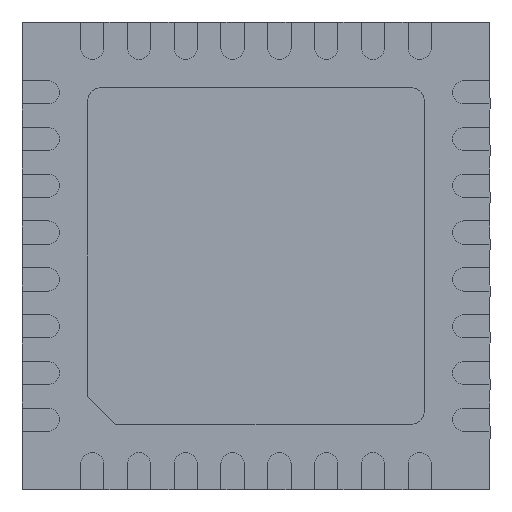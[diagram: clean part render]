
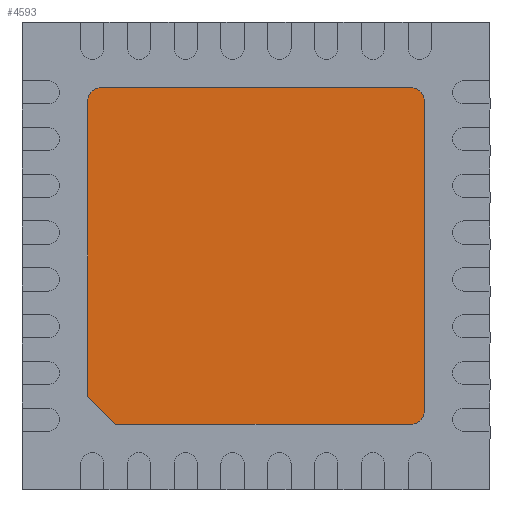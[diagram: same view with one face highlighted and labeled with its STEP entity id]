
A CAD part, front view. The second image highlights one B-rep face of the part: STEP entity #4593.
In plain terms, the highlighted planar face has unit normal (0, -1, 0).
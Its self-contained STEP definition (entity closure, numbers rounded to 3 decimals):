
#180 = DIRECTION ( 'NONE',  ( 0., 0., -1. ) ) ;
#322 = VECTOR ( 'NONE', #4092, 1000. ) ;
#352 = VERTEX_POINT ( 'NONE', #11126 ) ;
#694 = CARTESIAN_POINT ( 'NONE',  ( 0., 0., 0. ) ) ;
#868 = ORIENTED_EDGE ( 'NONE', *, *, #5659, .T. ) ;
#882 = EDGE_CURVE ( 'NONE', #3305, #9977, #4757, .T. ) ;
#907 = VERTEX_POINT ( 'NONE', #4885 ) ;
#966 = ORIENTED_EDGE ( 'NONE', *, *, #2367, .T. ) ;
#1415 = VECTOR ( 'NONE', #9177, 1000. ) ;
#1417 = EDGE_CURVE ( 'NONE', #7268, #8454, #7017, .T. ) ;
#2322 = LINE ( 'NONE', #6838, #322 ) ;
#2358 = CARTESIAN_POINT ( 'NONE',  ( -1.8, 0., -1.8 ) ) ;
#2367 = EDGE_CURVE ( 'NONE', #3610, #3305, #10936, .T. ) ;
#2429 = DIRECTION ( 'NONE',  ( -1., 0., 0. ) ) ;
#2479 = ORIENTED_EDGE ( 'NONE', *, *, #882, .T. ) ;
#2511 = CARTESIAN_POINT ( 'NONE',  ( 1.65, 0., -1.8 ) ) ;
#2643 = VECTOR ( 'NONE', #2429, 1000. ) ;
#2677 = CARTESIAN_POINT ( 'NONE',  ( 1.65, 0., 1.8 ) ) ;
#2738 = EDGE_CURVE ( 'NONE', #9977, #907, #3487, .T. ) ;
#2928 = AXIS2_PLACEMENT_3D ( 'NONE', #694, #6678, #8387 ) ;
#3041 = ORIENTED_EDGE ( 'NONE', *, *, #6153, .T. ) ;
#3190 = CARTESIAN_POINT ( 'NONE',  ( 1.65, 0., -1.65 ) ) ;
#3238 = ORIENTED_EDGE ( 'NONE', *, *, #2738, .T. ) ;
#3305 = VERTEX_POINT ( 'NONE', #2677 ) ;
#3487 = CIRCLE ( 'NONE', #9150, 0.15 ) ;
#3610 = VERTEX_POINT ( 'NONE', #4944 ) ;
#3634 = EDGE_LOOP ( 'NONE', ( #2479, #3238, #8811, #7627, #868, #11001, #3041, #966 ) ) ;
#3694 = LINE ( 'NONE', #2358, #1415 ) ;
#4042 = DIRECTION ( 'NONE',  ( 0., -1., 0. ) ) ;
#4092 = DIRECTION ( 'NONE',  ( 0., 0., 1. ) ) ;
#4593 = ADVANCED_FACE ( 'NONE', ( #7176 ), #5819, .T. ) ;
#4757 = LINE ( 'NONE', #7442, #2643 ) ;
#4863 = CARTESIAN_POINT ( 'NONE',  ( 1.8, 0., -1.8 ) ) ;
#4885 = CARTESIAN_POINT ( 'NONE',  ( -1.8, 0., 1.65 ) ) ;
#4944 = CARTESIAN_POINT ( 'NONE',  ( 1.8, 0., 1.65 ) ) ;
#5022 = DIRECTION ( 'NONE',  ( 0.707, 0., -0.707 ) ) ;
#5106 = VECTOR ( 'NONE', #5022, 1000. ) ;
#5407 = CARTESIAN_POINT ( 'NONE',  ( 1.65, 0., 1.65 ) ) ;
#5477 = AXIS2_PLACEMENT_3D ( 'NONE', #5407, #9591, #180 ) ;
#5659 = EDGE_CURVE ( 'NONE', #9944, #7268, #9185, .T. ) ;
#5819 = PLANE ( 'NONE',  #2928 ) ;
#5829 = AXIS2_PLACEMENT_3D ( 'NONE', #3190, #4042, #10898 ) ;
#6153 = EDGE_CURVE ( 'NONE', #8454, #3610, #2322, .T. ) ;
#6678 = DIRECTION ( 'NONE',  ( 0., -1., 0. ) ) ;
#6704 = DIRECTION ( 'NONE',  ( 0., 0., -1. ) ) ;
#6838 = CARTESIAN_POINT ( 'NONE',  ( 1.8, 0., -1.8 ) ) ;
#7017 = CIRCLE ( 'NONE', #5829, 0.15 ) ;
#7110 = LINE ( 'NONE', #10145, #5106 ) ;
#7176 = FACE_OUTER_BOUND ( 'NONE', #3634, .T. ) ;
#7268 = VERTEX_POINT ( 'NONE', #2511 ) ;
#7442 = CARTESIAN_POINT ( 'NONE',  ( 1.8, 0., 1.8 ) ) ;
#7627 = ORIENTED_EDGE ( 'NONE', *, *, #7799, .T. ) ;
#7799 = EDGE_CURVE ( 'NONE', #352, #9944, #7110, .T. ) ;
#8371 = DIRECTION ( 'NONE',  ( 1., 0., 0. ) ) ;
#8387 = DIRECTION ( 'NONE',  ( 0., 0., -1. ) ) ;
#8454 = VERTEX_POINT ( 'NONE', #9295 ) ;
#8470 = CARTESIAN_POINT ( 'NONE',  ( -1.65, 0., 1.8 ) ) ;
#8811 = ORIENTED_EDGE ( 'NONE', *, *, #10998, .T. ) ;
#9150 = AXIS2_PLACEMENT_3D ( 'NONE', #9388, #10258, #6704 ) ;
#9177 = DIRECTION ( 'NONE',  ( 0., 0., -1. ) ) ;
#9185 = LINE ( 'NONE', #4863, #9729 ) ;
#9295 = CARTESIAN_POINT ( 'NONE',  ( 1.8, 0., -1.65 ) ) ;
#9315 = CARTESIAN_POINT ( 'NONE',  ( -1.5, 0., -1.8 ) ) ;
#9388 = CARTESIAN_POINT ( 'NONE',  ( -1.65, 0., 1.65 ) ) ;
#9591 = DIRECTION ( 'NONE',  ( 0., -1., 0. ) ) ;
#9729 = VECTOR ( 'NONE', #8371, 1000. ) ;
#9944 = VERTEX_POINT ( 'NONE', #9315 ) ;
#9977 = VERTEX_POINT ( 'NONE', #8470 ) ;
#10145 = CARTESIAN_POINT ( 'NONE',  ( -1.65, 0., -1.65 ) ) ;
#10258 = DIRECTION ( 'NONE',  ( 0., -1., 0. ) ) ;
#10898 = DIRECTION ( 'NONE',  ( 0., 0., -1. ) ) ;
#10936 = CIRCLE ( 'NONE', #5477, 0.15 ) ;
#10998 = EDGE_CURVE ( 'NONE', #907, #352, #3694, .T. ) ;
#11001 = ORIENTED_EDGE ( 'NONE', *, *, #1417, .T. ) ;
#11126 = CARTESIAN_POINT ( 'NONE',  ( -1.8, 0., -1.5 ) ) ;
